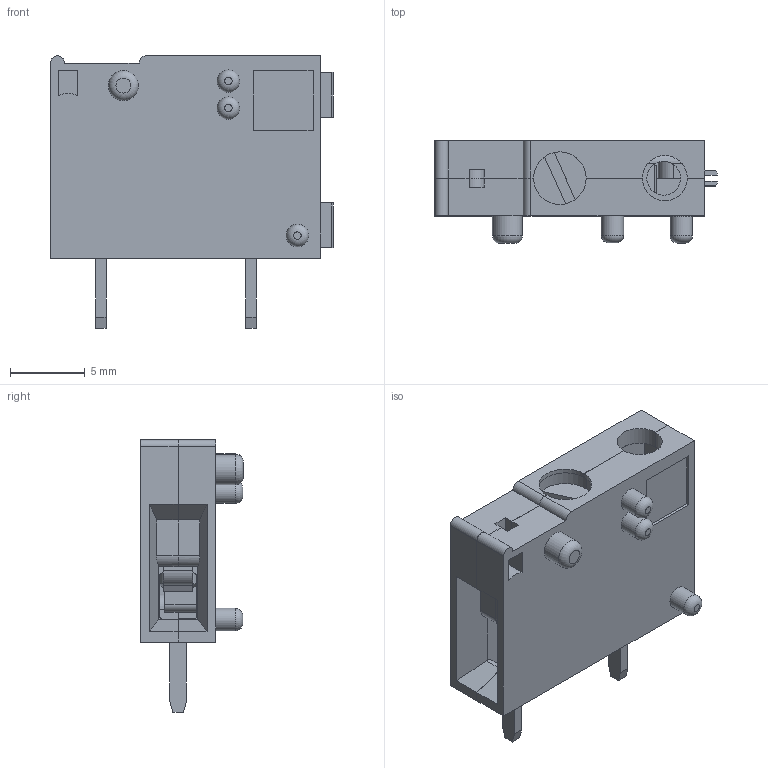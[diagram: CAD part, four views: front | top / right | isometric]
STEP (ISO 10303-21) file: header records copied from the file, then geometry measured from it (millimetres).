
FILE_DESCRIPTION(/* description */ ('Unknown'),/* implementation_level */ '2;1');
FILE_NAME(/* name */ 'PUTS2_GY_3D',/* time_stamp */ '2021-04-03T09:39:52+05:00',/* author */ ('Unknown'),/* organization */ ('Unknown'),/* preprocessor_version */ 'ST-DEVELOPER v16.7',/* originating_system */ 'DEX',/* authorisation */ $);
FILE_SCHEMA (('AUTOMOTIVE_DESIGN {1 0 10303 214 3 1 1}'));
Length unit declared in the file: millimetre
Products named in the file (6): 2PUTS2; 6PUTS2HN - 1; 8PUTS2C; 8PUTS2PBS; 51SCPUTS2; 6PUTS2HN - 2
Assembly tree (5 placements, depth 2):
  2PUTS2
    6PUTS2HN - 1
    8PUTS2C
    8PUTS2PBS
    51SCPUTS2
    6PUTS2HN - 2
Bounding box: 18.85 x 6.85 x 18.19 mm (x, y, z)
Volume: 745.6 mm3; surface area: 2372.9 mm2
Topology: 5 solids, 5 shells, 496 faces, 1321 edges, 870 vertices
Faces by surface type: plane 319, cylinder 115, bspline 44, torus 15, sphere 2, cone 1
Full cylindrical faces by diameter (mm): 1.5 x12, 2 x3, 2.25 x1, 2.6 x2, 2.8 x1, 3.75 x1
Entity records: 18078 total; most frequent: CARTESIAN_POINT 4901, ORIENTED_EDGE 2532, DIRECTION 2324, EDGE_CURVE 1266, LINE 902, VECTOR 902, VERTEX_POINT 853, AXIS2_PLACEMENT_3D 711
